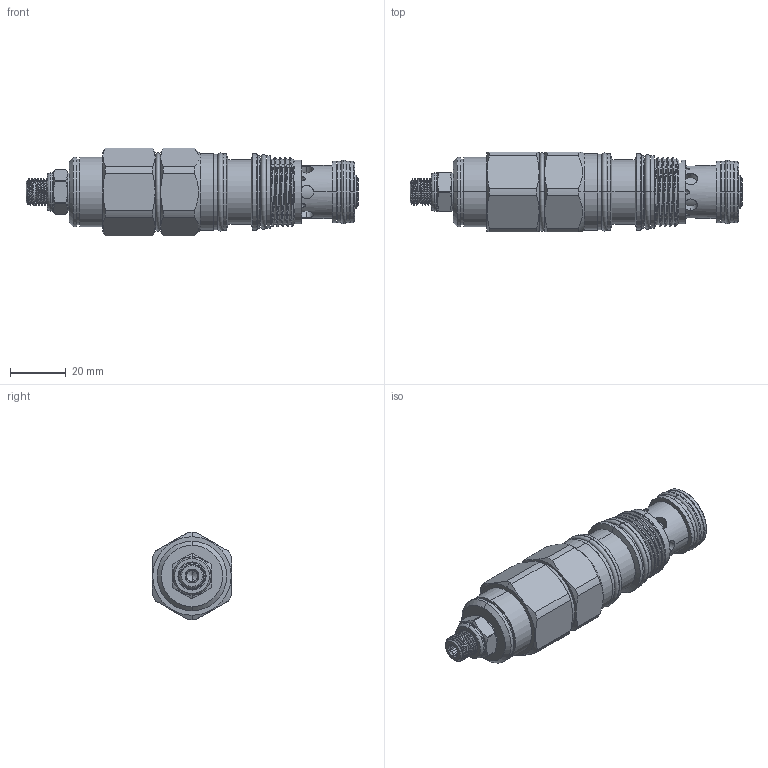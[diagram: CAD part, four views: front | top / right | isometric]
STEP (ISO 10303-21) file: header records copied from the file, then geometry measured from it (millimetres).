
FILE_DESCRIPTION (( 'STEP AP203' ), '1' );
FILE_NAME ('CA2A3N-L.STEP', '2020-03-20T05:38:36', ( '' ), ( '' ), 'SwSTEP 2.0', 'SolidWorks 2018', '' );
FILE_SCHEMA (( 'CONFIG_CONTROL_DESIGN' ));
Length unit declared in the file: millimetre
Products named in the file (1): CA2A3N-L
Bounding box: 119.33 x 28.57 x 31.6 mm (x, y, z)
Volume: 54832.8 mm3; surface area: 16015.9 mm2
Topology: 5 solids, 6 shells, 399 faces, 958 edges, 594 vertices
Faces by surface type: cylinder 186, plane 82, cone 73, torus 48, bspline 8, sphere 2
Entity records: 16385 total; most frequent: CARTESIAN_POINT 7340, ORIENTED_EDGE 1908, DIRECTION 1886, EDGE_CURVE 954, AXIS2_PLACEMENT_3D 806, VERTEX_POINT 593, EDGE_LOOP 435, CIRCLE 414
